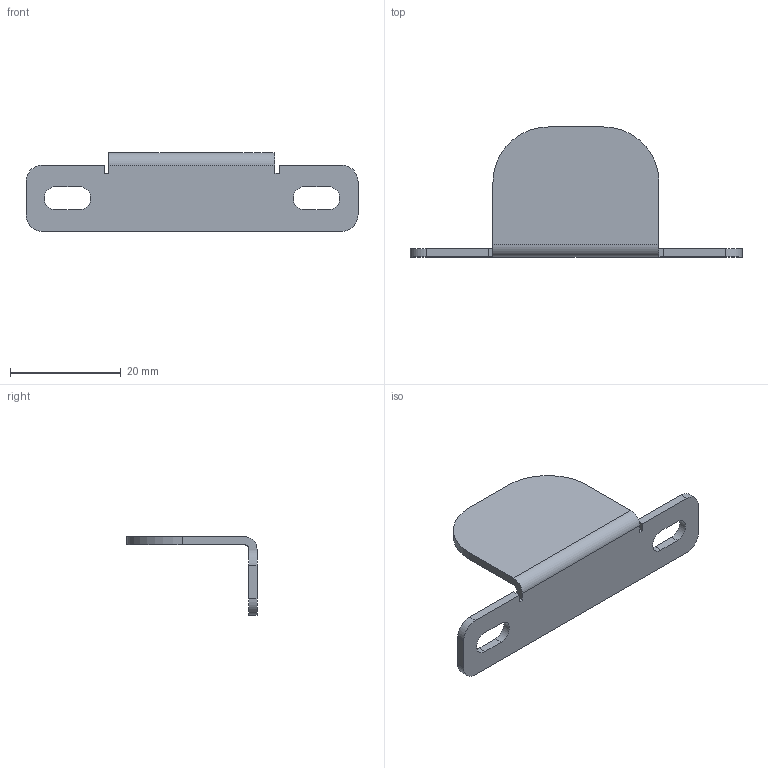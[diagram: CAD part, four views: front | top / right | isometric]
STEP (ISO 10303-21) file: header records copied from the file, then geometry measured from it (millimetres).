
FILE_DESCRIPTION(/* description */ ('Alibre Inc.'),/* implementation_level */ '2;1');
FILE_NAME(/* name */ 'export-8863347D-53F4-400C-833A-B69D2AD8CD03',/* time_stamp */ '2021-05-19T16:19:44+02:00',/* author */ (''),/* organization */ (''),/* preprocessor_version */ 'ST-DEVELOPER v17',/* originating_system */ 'Alibre',/* authorisation */ '');
FILE_SCHEMA (('AUTOMOTIVE_DESIGN'));
Length unit declared in the file: millimetre
Bounding box: 60 x 23.5 x 14.25 mm (x, y, z)
Volume: 1968.5 mm3; surface area: 2964.6 mm2
Topology: 1 solids, 1 shells, 32 faces, 90 edges, 60 vertices
Faces by surface type: plane 20, cylinder 12
Entity records: 1021 total; most frequent: ORIENTED_EDGE 180, CARTESIAN_POINT 177, DIRECTION 153, EDGE_CURVE 90, VECTOR 62, LINE 62, VERTEX_POINT 60, AXIS2_PLACEMENT_3D 55
